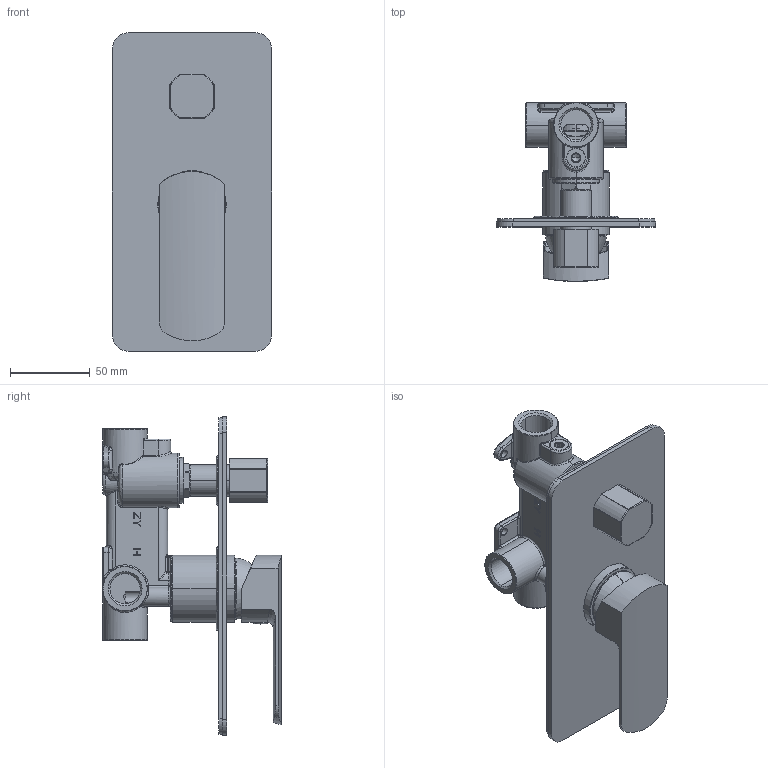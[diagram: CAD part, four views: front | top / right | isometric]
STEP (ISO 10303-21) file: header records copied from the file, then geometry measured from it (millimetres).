
FILE_DESCRIPTION((''),'2;1');
FILE_NAME('230083CP-AU005_ASM_1_ASM','2025-05-17T',('Administrator'),(''),'PRO/ENGINEER BY PARAMETRIC TECHNOLOGY CORPORATION, 2011310','PRO/ENGINEER BY PARAMETRIC TECHNOLOGY CORPORATION, 2011310','');
FILE_SCHEMA(('CONFIG_CONTROL_DESIGN'));
Length unit declared in the file: millimetre
Products named in the file (16): 1A0372AZNT_AF0_1; 1C0203AZNT_AF0_1; 1O0083AZCP_AF1_1; 1B0142EWNT_AF0_1; 1E0109CP_AF1_1; 1E0095CP_AF0_1; 1N0006CP_AF1_1; 1N0008NT_AF1_1; 1D0469CWSH_AF0_1; 1O0065CP_AF0_1; 1D0202-1_AF3_1; 1D0202-2_AF3_1; 1D0202-3_AF3_1; 1D0202CWCP_AF0_ASM_1_ASM; 1R0094EWN_AF1_1; 230083CP-AU005_ASM_1_ASM
Assembly tree (15 placements, depth 3):
  230083CP-AU005_ASM_1_ASM
    1A0372AZNT_AF0_1
    1C0203AZNT_AF0_1
    1O0083AZCP_AF1_1
    1B0142EWNT_AF0_1
    1E0109CP_AF1_1
    1E0095CP_AF0_1
    1N0006CP_AF1_1
    1N0008NT_AF1_1
    1D0469CWSH_AF0_1
    1O0065CP_AF0_1
    1D0202CWCP_AF0_ASM_1_ASM
      1D0202-1_AF3_1
      1D0202-2_AF3_1
      1D0202-3_AF3_1
    1R0094EWN_AF1_1
Bounding box: 100 x 112.09 x 200 mm (x, y, z)
Volume: 236775.7 mm3; surface area: 166209.7 mm2
Topology: 14 solids, 15 shells, 1168 faces, 3182 edges, 2066 vertices
Faces by surface type: plane 519, cylinder 369, torus 92, bspline 86, cone 78, sphere 24
Entity records: 42968 total; most frequent: CARTESIAN_POINT 13224, ORIENTED_EDGE 6300, DIRECTION 6158, EDGE_CURVE 3150, AXIS2_PLACEMENT_3D 2321, VERTEX_POINT 2066, VECTOR 1516, LINE 1516
